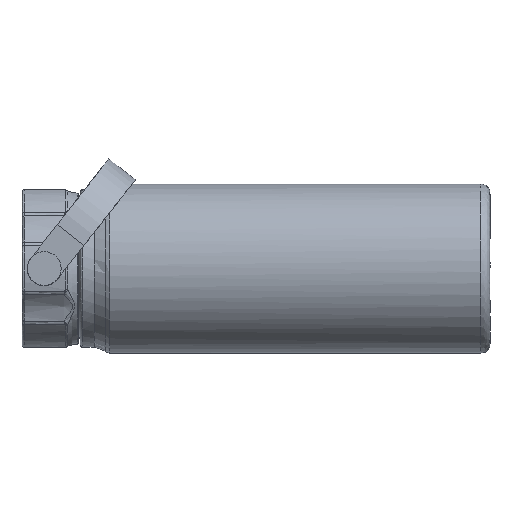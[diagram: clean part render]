
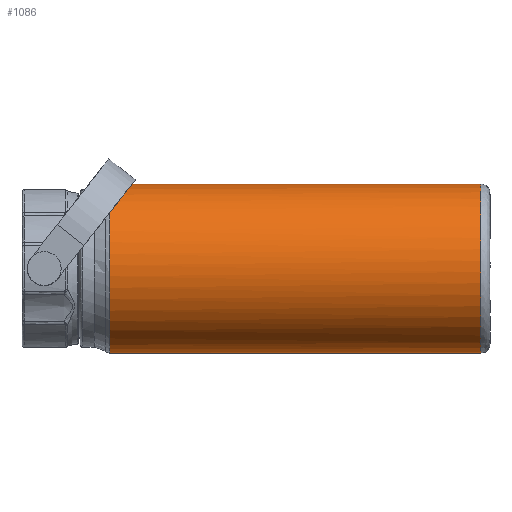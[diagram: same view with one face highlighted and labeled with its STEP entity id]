
A CAD part, left-side view. The second image highlights one B-rep face of the part: STEP entity #1086.
In plain terms, the highlighted free-form (B-spline) face has degree [2, 1] with [5, 2] control points.
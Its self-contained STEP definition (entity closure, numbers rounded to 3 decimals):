
#967 = VERTEX_POINT('',#968);
#968 = CARTESIAN_POINT('',(137.672,29.499,
    -26.495));
#975 = VERTEX_POINT('',#976);
#976 = CARTESIAN_POINT('',(137.672,29.499,
    -90.16));
#1022 = VERTEX_POINT('',#1023);
#1023 = CARTESIAN_POINT('',(137.672,-110.418,
    -90.16));
#1030 = VERTEX_POINT('',#1031);
#1031 = CARTESIAN_POINT('',(137.672,-110.418,
    -26.495));
#1065 = EDGE_CURVE('',#1022,#975,#1066,.T.);
#1066 = B_SPLINE_CURVE_WITH_KNOTS('',1,(#1067,#1068),.UNSPECIFIED.,.F.,
  .F.,(2,2),(4.,168.827),.PIECEWISE_BEZIER_KNOTS.);
#1067 = CARTESIAN_POINT('',(137.672,-110.418,
    -90.16));
#1068 = CARTESIAN_POINT('',(137.672,29.499,
    -90.16));
#1071 = EDGE_CURVE('',#1030,#967,#1072,.T.);
#1072 = B_SPLINE_CURVE_WITH_KNOTS('',1,(#1073,#1074),.UNSPECIFIED.,.F.,
  .F.,(2,2),(4.,168.827),.PIECEWISE_BEZIER_KNOTS.);
#1073 = CARTESIAN_POINT('',(137.672,-110.418,
    -26.495));
#1074 = CARTESIAN_POINT('',(137.672,29.499,
    -26.495));
#1086 = ADVANCED_FACE('',(#1087),#1107,.T.);
#1087 = FACE_BOUND('',#1088,.T.);
#1088 = EDGE_LOOP('',(#1089,#1090,#1098,#1099));
#1089 = ORIENTED_EDGE('',*,*,#1065,.F.);
#1090 = ORIENTED_EDGE('',*,*,#1091,.T.);
#1091 = EDGE_CURVE('',#1022,#1030,#1092,.T.);
#1092 = ( BOUNDED_CURVE() B_SPLINE_CURVE(2,(#1093,#1094,#1095,#1096,
#1097),.UNSPECIFIED.,.F.,.F.) B_SPLINE_CURVE_WITH_KNOTS((3,2,3),(
    3.142,4.712,6.283),
.PIECEWISE_BEZIER_KNOTS.) CURVE() GEOMETRIC_REPRESENTATION_ITEM() 
RATIONAL_B_SPLINE_CURVE((1.,0.707,1.,0.707,1.)) 
REPRESENTATION_ITEM('') );
#1093 = CARTESIAN_POINT('',(137.672,-110.418,
    -90.16));
#1094 = CARTESIAN_POINT('',(105.839,-110.418,
    -90.16));
#1095 = CARTESIAN_POINT('',(105.839,-110.418,
    -58.328));
#1096 = CARTESIAN_POINT('',(105.839,-110.418,
    -26.495));
#1097 = CARTESIAN_POINT('',(137.672,-110.418,
    -26.495));
#1098 = ORIENTED_EDGE('',*,*,#1071,.T.);
#1099 = ORIENTED_EDGE('',*,*,#1100,.T.);
#1100 = EDGE_CURVE('',#967,#975,#1101,.T.);
#1101 = ( BOUNDED_CURVE() B_SPLINE_CURVE(2,(#1102,#1103,#1104,#1105,
#1106),.UNSPECIFIED.,.F.,.F.) B_SPLINE_CURVE_WITH_KNOTS((3,2,3),(
    3.142,4.712,6.283),
.PIECEWISE_BEZIER_KNOTS.) CURVE() GEOMETRIC_REPRESENTATION_ITEM() 
RATIONAL_B_SPLINE_CURVE((1.,0.707,1.,0.707,1.)) 
REPRESENTATION_ITEM('') );
#1102 = CARTESIAN_POINT('',(137.672,29.499,
    -26.495));
#1103 = CARTESIAN_POINT('',(105.839,29.499,
    -26.495));
#1104 = CARTESIAN_POINT('',(105.839,29.499,
    -58.328));
#1105 = CARTESIAN_POINT('',(105.839,29.499,
    -90.16));
#1106 = CARTESIAN_POINT('',(137.672,29.499,
    -90.16));
#1107 = ( BOUNDED_SURFACE() B_SPLINE_SURFACE(2,1,(
    (#1108,#1109)
    ,(#1110,#1111)
    ,(#1112,#1113)
    ,(#1114,#1115)
    ,(#1116,#1117
)),.UNSPECIFIED.,.F.,.F.,.F.) B_SPLINE_SURFACE_WITH_KNOTS((3,2,3),(2,2),
  (3.142,4.712,6.283),(4.,168.827),
.PIECEWISE_BEZIER_KNOTS.) GEOMETRIC_REPRESENTATION_ITEM() 
RATIONAL_B_SPLINE_SURFACE((
    (1.,1.)
    ,(0.707,0.707)
    ,(1.,1.)
    ,(0.707,0.707)
,(1.,1.))) REPRESENTATION_ITEM('') SURFACE() );
#1108 = CARTESIAN_POINT('',(137.672,-110.418,
    -90.16));
#1109 = CARTESIAN_POINT('',(137.672,29.499,
    -90.16));
#1110 = CARTESIAN_POINT('',(105.839,-110.418,
    -90.16));
#1111 = CARTESIAN_POINT('',(105.839,29.499,
    -90.16));
#1112 = CARTESIAN_POINT('',(105.839,-110.418,
    -58.328));
#1113 = CARTESIAN_POINT('',(105.839,29.499,
    -58.328));
#1114 = CARTESIAN_POINT('',(105.839,-110.418,
    -26.495));
#1115 = CARTESIAN_POINT('',(105.839,29.499,
    -26.495));
#1116 = CARTESIAN_POINT('',(137.672,-110.418,
    -26.495));
#1117 = CARTESIAN_POINT('',(137.672,29.499,
    -26.495));
